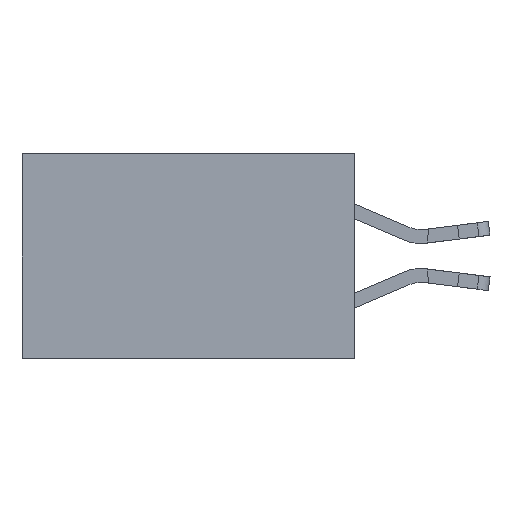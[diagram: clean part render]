
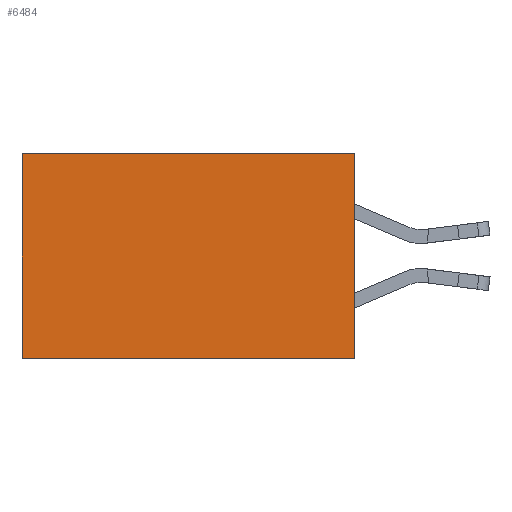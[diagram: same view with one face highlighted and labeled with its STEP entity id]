
A CAD part, left-side view. The second image highlights one B-rep face of the part: STEP entity #6484.
In plain terms, the highlighted planar face has unit normal (-1, 0, 0).
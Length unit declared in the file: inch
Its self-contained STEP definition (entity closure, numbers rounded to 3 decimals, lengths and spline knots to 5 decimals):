
#116 = EDGE_CURVE ( 'NONE', #223, #6974, #4077, .T. ) ;
#223 = VERTEX_POINT ( 'NONE', #11321 ) ;
#930 = CARTESIAN_POINT ( 'NONE',  ( 0.2615, 0., -0.37 ) ) ;
#996 = VERTEX_POINT ( 'NONE', #11707 ) ;
#1154 = VECTOR ( 'NONE', #10404, 39.37008 ) ;
#1434 = VECTOR ( 'NONE', #8300, 39.37008 ) ;
#1802 = EDGE_CURVE ( 'NONE', #6974, #996, #9403, .T. ) ;
#2328 = LINE ( 'NONE', #11300, #11818 ) ;
#2376 = EDGE_CURVE ( 'NONE', #11394, #996, #11385, .T. ) ;
#2761 = FACE_OUTER_BOUND ( 'NONE', #4461, .T. ) ;
#2835 = DIRECTION ( 'NONE',  ( 0., 0., -1. ) ) ;
#2864 = DIRECTION ( 'NONE',  ( 1., 0., 0. ) ) ;
#2893 = CARTESIAN_POINT ( 'NONE',  ( 0.2615, 0., -0.37 ) ) ;
#2968 = ORIENTED_EDGE ( 'NONE', *, *, #2376, .T. ) ;
#3023 = PLANE ( 'NONE',  #9297 ) ;
#3062 = ORIENTED_EDGE ( 'NONE', *, *, #1802, .F. ) ;
#3100 = ORIENTED_EDGE ( 'NONE', *, *, #116, .F. ) ;
#3240 = ORIENTED_EDGE ( 'NONE', *, *, #5864, .T. ) ;
#3713 = CARTESIAN_POINT ( 'NONE',  ( 0.2615, 0., -0.37 ) ) ;
#4077 = LINE ( 'NONE', #3713, #1154 ) ;
#4461 = EDGE_LOOP ( 'NONE', ( #2968, #3062, #3100, #3240 ) ) ;
#4891 = CARTESIAN_POINT ( 'NONE',  ( 0.2615, 0., -0.37 ) ) ;
#5864 = EDGE_CURVE ( 'NONE', #223, #11394, #2328, .T. ) ;
#6484 = ADVANCED_FACE ( 'NONE', ( #2761 ), #3023, .F. ) ;
#6974 = VERTEX_POINT ( 'NONE', #4891 ) ;
#8300 = DIRECTION ( 'NONE',  ( 0., 0., -1. ) ) ;
#8335 = CARTESIAN_POINT ( 'NONE',  ( 0.2615, 0.6, -0.37 ) ) ;
#8592 = CARTESIAN_POINT ( 'NONE',  ( 0.2615, 0.6, 0. ) ) ;
#9100 = VECTOR ( 'NONE', #11776, 39.37008 ) ;
#9297 = AXIS2_PLACEMENT_3D ( 'NONE', #2893, #2864, #2835 ) ;
#9403 = LINE ( 'NONE', #930, #9100 ) ;
#10404 = DIRECTION ( 'NONE',  ( 0., 0., -1. ) ) ;
#11143 = DIRECTION ( 'NONE',  ( 0., 1., 0. ) ) ;
#11300 = CARTESIAN_POINT ( 'NONE',  ( 0.2615, 0., 0. ) ) ;
#11321 = CARTESIAN_POINT ( 'NONE',  ( 0.2615, 0., 0. ) ) ;
#11385 = LINE ( 'NONE', #8335, #1434 ) ;
#11394 = VERTEX_POINT ( 'NONE', #8592 ) ;
#11707 = CARTESIAN_POINT ( 'NONE',  ( 0.2615, 0.6, -0.37 ) ) ;
#11776 = DIRECTION ( 'NONE',  ( 0., 1., 0. ) ) ;
#11818 = VECTOR ( 'NONE', #11143, 39.37008 ) ;
